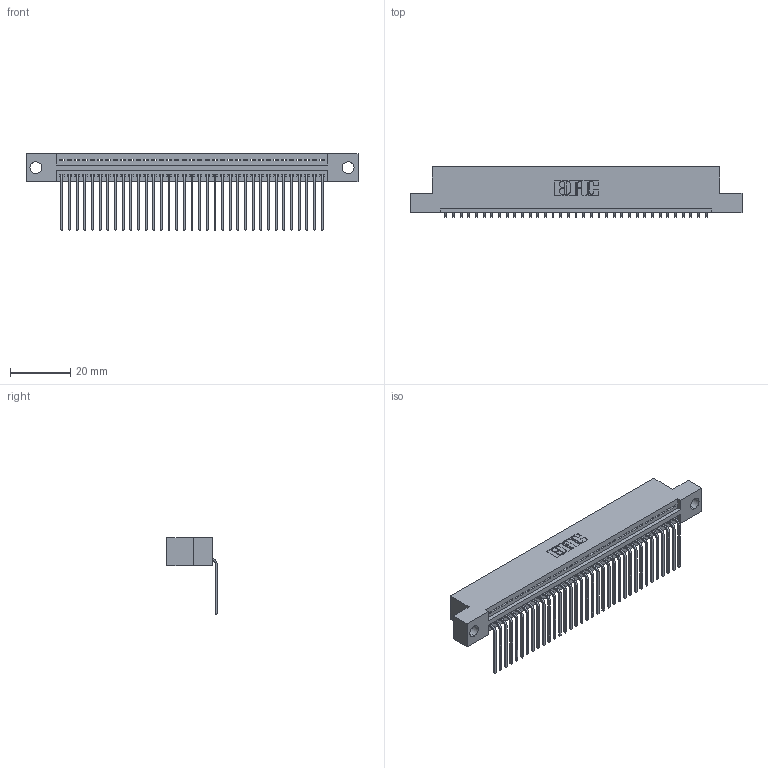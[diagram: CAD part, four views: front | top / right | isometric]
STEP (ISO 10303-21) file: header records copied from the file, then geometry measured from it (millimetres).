
FILE_DESCRIPTION (( 'STEP AP203' ), '1' );
FILE_NAME ('395-035-559-104.STEP', '2018-11-13T17:22:08', ( '' ), ( '' ), 'SwSTEP 2.0', 'SolidWorks 2016', '' );
FILE_SCHEMA (( 'CONFIG_CONTROL_DESIGN' ));
Length unit declared in the file: inch
Products named in the file (3): 345-292-001_558 559 Tail - 1; 395-035-559-104; 345 Part_Flush Mounting Lugs - 0.156 Dia-TH
Assembly tree (36 placements, depth 2):
  395-035-559-104
    345 Part_Flush Mounting Lugs - 0.156 Dia-TH
    345-292-001_558 559 Tail - 1  x35
Bounding box: 110.11 x 16.75 x 25.53 mm (x, y, z)
Volume: 10429.7 mm3; surface area: 14258.9 mm2
Topology: 36 solids, 36 shells, 2226 faces, 6711 edges, 4426 vertices
Faces by surface type: plane 1550, cylinder 676
Entity records: 27371 total; most frequent: CARTESIAN_POINT 4749, ORIENTED_EDGE 4718, DIRECTION 4157, EDGE_CURVE 2359, LINE 2087, VECTOR 2087, VERTEX_POINT 1570, AXIS2_PLACEMENT_3D 1035
